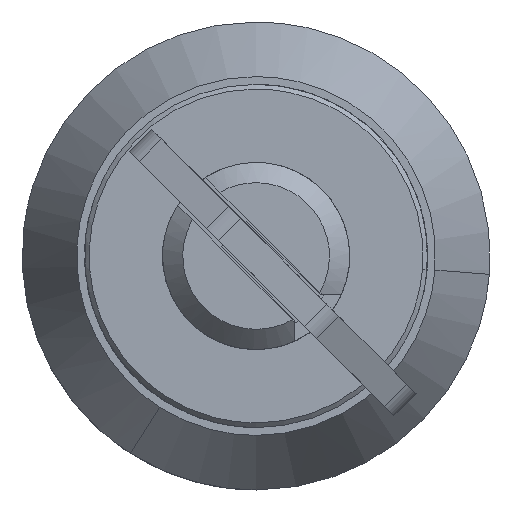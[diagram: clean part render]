
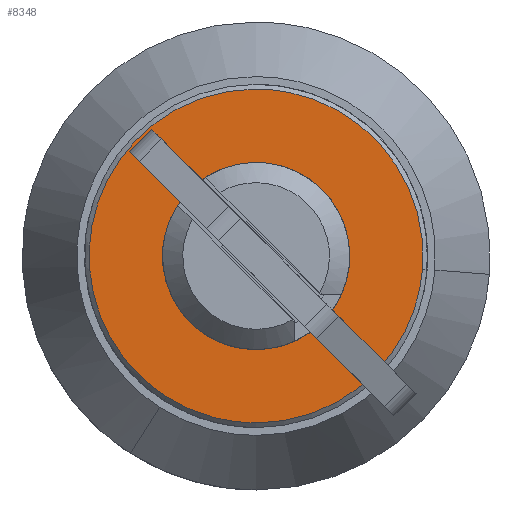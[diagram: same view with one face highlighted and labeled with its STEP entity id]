
A CAD part, front view. The second image highlights one B-rep face of the part: STEP entity #8348.
In plain terms, the highlighted free-form (B-spline) face has degree [1, 1] with [2, 2] control points.
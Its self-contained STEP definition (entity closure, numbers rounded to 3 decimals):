
#7074=CARTESIAN_POINT('',(-7.3,-3.954,-4.513));
#7075=VERTEX_POINT('',#7074);
#7076=CARTESIAN_POINT('',(-7.3,-6.,0.));
#7077=VERTEX_POINT('',#7076);
#7078=CARTESIAN_POINT('',(-7.3,-3.954,-4.513));
#7079=CARTESIAN_POINT('',(-7.3,-6.,-2.72));
#7080=CARTESIAN_POINT('',(-7.3,-6.,0.));
#7088=(BOUNDED_CURVE()B_SPLINE_CURVE(2,(#7078,#7079,#7080),.UNSPECIFIED.,.F.,.U.)B_SPLINE_CURVE_WITH_KNOTS((3,3),(0.865,1.0),.UNSPECIFIED.)CURVE()GEOMETRIC_REPRESENTATION_ITEM()RATIONAL_B_SPLINE_CURVE((0.854,0.842,1.0))REPRESENTATION_ITEM(''));
#7089=EDGE_CURVE('',#7075,#7077,#7088,.T.);
#7091=CARTESIAN_POINT('',(-7.3,6.,0.));
#7092=VERTEX_POINT('',#7091);
#7093=CARTESIAN_POINT('',(-7.3,-6.,0.));
#7094=CARTESIAN_POINT('',(-7.3,-6.,6.));
#7095=CARTESIAN_POINT('',(-7.3,0.,6.));
#7096=CARTESIAN_POINT('',(-7.3,6.,6.));
#7097=CARTESIAN_POINT('',(-7.3,6.,0.));
#7105=(BOUNDED_CURVE()B_SPLINE_CURVE(2,(#7093,#7094,#7095,#7096,#7097),.UNSPECIFIED.,.F.,.U.)B_SPLINE_CURVE_WITH_KNOTS((3,2,3),(0.0,0.25,0.5),.UNSPECIFIED.)CURVE()GEOMETRIC_REPRESENTATION_ITEM()RATIONAL_B_SPLINE_CURVE((1.0,0.707,1.0,0.707,1.0))REPRESENTATION_ITEM(''));
#7106=EDGE_CURVE('',#7077,#7092,#7105,.T.);
#7108=CARTESIAN_POINT('',(-7.3,4.28,-4.205));
#7109=VERTEX_POINT('',#7108);
#7110=CARTESIAN_POINT('',(-7.3,6.,0.));
#7111=CARTESIAN_POINT('',(-7.3,6.,-2.455));
#7112=CARTESIAN_POINT('',(-7.3,4.28,-4.205));
#7120=(BOUNDED_CURVE()B_SPLINE_CURVE(2,(#7110,#7111,#7112),.UNSPECIFIED.,.F.,.U.)B_SPLINE_CURVE_WITH_KNOTS((3,3),(0.5,0.624),.UNSPECIFIED.)CURVE()GEOMETRIC_REPRESENTATION_ITEM()RATIONAL_B_SPLINE_CURVE((1.0,0.855,0.854))REPRESENTATION_ITEM(''));
#7121=EDGE_CURVE('',#7092,#7109,#7120,.T.);
#7186=CARTESIAN_POINT('',(-7.3,4.28,-4.205));
#7187=CARTESIAN_POINT('',(-7.3,2.516,-6.));
#7188=CARTESIAN_POINT('',(-7.3,0.,-6.));
#7189=CARTESIAN_POINT('',(-7.3,-2.257,-6.));
#7190=CARTESIAN_POINT('',(-7.3,-3.954,-4.513));
#7198=(BOUNDED_CURVE()B_SPLINE_CURVE(2,(#7186,#7187,#7188,#7189,#7190),.UNSPECIFIED.,.F.,.U.)B_SPLINE_CURVE_WITH_KNOTS((3,2,3),(0.624,0.75,0.865),.UNSPECIFIED.)CURVE()GEOMETRIC_REPRESENTATION_ITEM()RATIONAL_B_SPLINE_CURVE((0.854,0.852,1.0,0.865,0.854))REPRESENTATION_ITEM(''));
#7199=EDGE_CURVE('',#7109,#7075,#7198,.T.);
#7275=CARTESIAN_POINT('',(-7.3,5.755,-9.021));
#7276=VERTEX_POINT('',#7275);
#7282=CARTESIAN_POINT('',(-7.3,0.0,10.7));
#7283=VERTEX_POINT('',#7282);
#7284=CARTESIAN_POINT('',(-7.3,0.0,10.7));
#7285=CARTESIAN_POINT('',(-7.3,10.7,10.7));
#7286=CARTESIAN_POINT('',(-7.3,10.7,0.));
#7287=CARTESIAN_POINT('',(-7.3,10.7,-5.866));
#7288=CARTESIAN_POINT('',(-7.3,5.755,-9.021));
#7296=(BOUNDED_CURVE()B_SPLINE_CURVE(2,(#7284,#7285,#7286,#7287,#7288),.UNSPECIFIED.,.F.,.U.)B_SPLINE_CURVE_WITH_KNOTS((3,2,3),(0.0,0.25,0.408),.UNSPECIFIED.)CURVE()GEOMETRIC_REPRESENTATION_ITEM()RATIONAL_B_SPLINE_CURVE((1.0,0.707,1.0,0.815,0.864))REPRESENTATION_ITEM(''));
#7297=EDGE_CURVE('',#7283,#7276,#7296,.T.);
#7299=CARTESIAN_POINT('',(-7.3,-10.667,-0.84));
#7300=VERTEX_POINT('',#7299);
#7301=CARTESIAN_POINT('',(-7.3,-10.667,-0.84));
#7302=CARTESIAN_POINT('',(-7.3,-10.7,-0.42));
#7303=CARTESIAN_POINT('',(-7.3,-10.7,0.));
#7304=CARTESIAN_POINT('',(-7.3,-10.7,10.7));
#7305=CARTESIAN_POINT('',(-7.3,0.0,10.7));
#7313=(BOUNDED_CURVE()B_SPLINE_CURVE(2,(#7301,#7302,#7303,#7304,#7305),.UNSPECIFIED.,.F.,.U.)B_SPLINE_CURVE_WITH_KNOTS((3,2,3),(0.736,0.75,1.0),.UNSPECIFIED.)CURVE()GEOMETRIC_REPRESENTATION_ITEM()RATIONAL_B_SPLINE_CURVE((0.97,0.984,1.0,0.707,1.0))REPRESENTATION_ITEM(''));
#7314=EDGE_CURVE('',#7300,#7283,#7313,.T.);
#7418=CARTESIAN_POINT('',(-7.3,0.0,-10.7));
#7419=VERTEX_POINT('',#7418);
#7420=CARTESIAN_POINT('',(-7.3,0.0,-10.7));
#7421=CARTESIAN_POINT('',(-7.3,-9.891,-10.7));
#7422=CARTESIAN_POINT('',(-7.3,-10.667,-0.84));
#7430=(BOUNDED_CURVE()B_SPLINE_CURVE(2,(#7420,#7421,#7422),.UNSPECIFIED.,.F.,.U.)B_SPLINE_CURVE_WITH_KNOTS((3,3),(0.5,0.736),.UNSPECIFIED.)CURVE()GEOMETRIC_REPRESENTATION_ITEM()RATIONAL_B_SPLINE_CURVE((1.0,0.723,0.97))REPRESENTATION_ITEM(''));
#7431=EDGE_CURVE('',#7419,#7300,#7430,.T.);
#7433=CARTESIAN_POINT('',(-7.3,5.755,-9.021));
#7434=CARTESIAN_POINT('',(-7.3,3.123,-10.7));
#7435=CARTESIAN_POINT('',(-7.3,0.0,-10.7));
#7443=(BOUNDED_CURVE()B_SPLINE_CURVE(2,(#7433,#7434,#7435),.UNSPECIFIED.,.F.,.U.)B_SPLINE_CURVE_WITH_KNOTS((3,3),(0.408,0.5),.UNSPECIFIED.)CURVE()GEOMETRIC_REPRESENTATION_ITEM()RATIONAL_B_SPLINE_CURVE((0.864,0.892,1.0))REPRESENTATION_ITEM(''));
#7444=EDGE_CURVE('',#7276,#7419,#7443,.T.);
#8331=CARTESIAN_POINT('',(-7.3,-11.766,11.769));
#8332=CARTESIAN_POINT('',(-7.3,-11.766,-11.769));
#8333=CARTESIAN_POINT('',(-7.3,11.765,11.769));
#8334=CARTESIAN_POINT('',(-7.3,11.765,-11.769));
#8335=B_SPLINE_SURFACE_WITH_KNOTS('',1,1,((#8331,#8333),(#8332,#8334)),.UNSPECIFIED.,.F.,.F.,.U.,(2,2),(2,2),(0.0,23.538),(0.0,23.53),.UNSPECIFIED.);
#8336=ORIENTED_EDGE('',*,*,#7297,.T.);
#8337=ORIENTED_EDGE('',*,*,#7444,.T.);
#8338=ORIENTED_EDGE('',*,*,#7431,.T.);
#8339=ORIENTED_EDGE('',*,*,#7314,.T.);
#8340=EDGE_LOOP('',(#8336,#8337,#8338,#8339));
#8341=FACE_OUTER_BOUND('',#8340,.T.);
#8342=ORIENTED_EDGE('',*,*,#7106,.F.);
#8343=ORIENTED_EDGE('',*,*,#7089,.F.);
#8344=ORIENTED_EDGE('',*,*,#7199,.F.);
#8345=ORIENTED_EDGE('',*,*,#7121,.F.);
#8346=EDGE_LOOP('',(#8342,#8343,#8344,#8345));
#8347=FACE_BOUND('',#8346,.T.);
#8348=ADVANCED_FACE('',(#8341,#8347),#8335,.F.);
